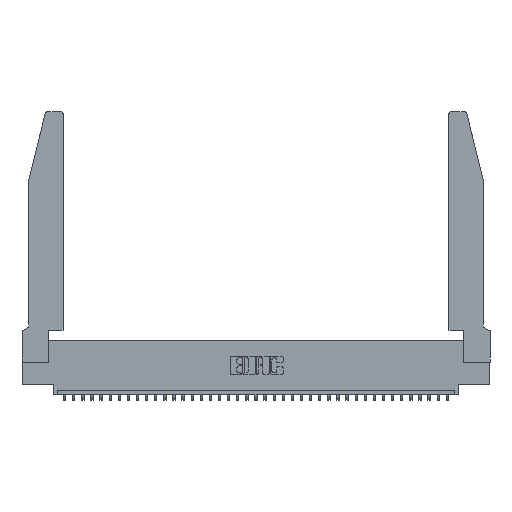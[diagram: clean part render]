
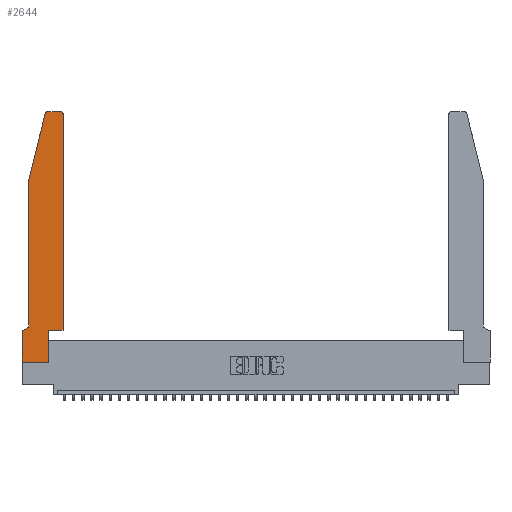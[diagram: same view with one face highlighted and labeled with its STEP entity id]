
A CAD part, top view. The second image highlights one B-rep face of the part: STEP entity #2644.
In plain terms, the highlighted planar face has unit normal (0, 0, 1).
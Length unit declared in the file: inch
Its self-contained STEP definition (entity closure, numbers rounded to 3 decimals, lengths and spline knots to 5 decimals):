
#19 = CARTESIAN_POINT ( 'NONE',  ( 0.0755, 0.42, 0.37 ) ) ;
#497 = CARTESIAN_POINT ( 'NONE',  ( 0.4505, 0.35, 0.37 ) ) ;
#592 = CARTESIAN_POINT ( 'NONE',  ( 0.4505, 0.35, 0.37 ) ) ;
#907 = VECTOR ( 'NONE', #20454, 39.37008 ) ;
#1886 = CARTESIAN_POINT ( 'NONE',  ( 0., 0.35, 0.37 ) ) ;
#2194 = VECTOR ( 'NONE', #22717, 39.37008 ) ;
#2428 = CARTESIAN_POINT ( 'NONE',  ( 0.284, 2.75, 0.37 ) ) ;
#2644 = ADVANCED_FACE ( 'NONE', ( #23318 ), #28381, .T. ) ;
#3370 = DIRECTION ( 'NONE',  ( -1., 0., 0. ) ) ;
#3598 = EDGE_CURVE ( 'NONE', #31310, #28750, #30106, .T. ) ;
#3940 = VECTOR ( 'NONE', #14602, 39.37008 ) ;
#4216 = AXIS2_PLACEMENT_3D ( 'NONE', #32605, #35520, #35775 ) ;
#5195 = VECTOR ( 'NONE', #26718, 39.37008 ) ;
#6456 = EDGE_CURVE ( 'NONE', #23475, #21074, #26672, .T. ) ;
#6506 = VERTEX_POINT ( 'NONE', #592 ) ;
#8435 = ORIENTED_EDGE ( 'NONE', *, *, #35836, .T. ) ;
#8437 = CARTESIAN_POINT ( 'NONE',  ( 0.284, 2.72, 0.37 ) ) ;
#8795 = ORIENTED_EDGE ( 'NONE', *, *, #25656, .T. ) ;
#8958 = VERTEX_POINT ( 'NONE', #23786 ) ;
#9383 = ORIENTED_EDGE ( 'NONE', *, *, #12670, .T. ) ;
#9616 = CARTESIAN_POINT ( 'NONE',  ( 0., 0., 0.37 ) ) ;
#10065 = VECTOR ( 'NONE', #23057, 39.37008 ) ;
#10298 = CIRCLE ( 'NONE', #35183, 0.07 ) ;
#10787 = CARTESIAN_POINT ( 'NONE',  ( 0.2605, 2.75, 0.37 ) ) ;
#11304 = DIRECTION ( 'NONE',  ( 0., 0., 1. ) ) ;
#11424 = LINE ( 'NONE', #29918, #16364 ) ;
#11864 = LINE ( 'NONE', #32669, #5195 ) ;
#12104 = ORIENTED_EDGE ( 'NONE', *, *, #22143, .T. ) ;
#12291 = ORIENTED_EDGE ( 'NONE', *, *, #20022, .T. ) ;
#12462 = DIRECTION ( 'NONE',  ( 0., -1., 0. ) ) ;
#12630 = DIRECTION ( 'NONE',  ( -1., 0., 0. ) ) ;
#12670 = EDGE_CURVE ( 'NONE', #8958, #29152, #15976, .T. ) ;
#13040 = CARTESIAN_POINT ( 'NONE',  ( 0.2865, 0.35, 0.37 ) ) ;
#13467 = ORIENTED_EDGE ( 'NONE', *, *, #24332, .T. ) ;
#14315 = VERTEX_POINT ( 'NONE', #13040 ) ;
#14602 = DIRECTION ( 'NONE',  ( 0., 1., 0. ) ) ;
#15737 = ORIENTED_EDGE ( 'NONE', *, *, #24532, .T. ) ;
#15806 = VECTOR ( 'NONE', #12462, 39.37008 ) ;
#15976 = LINE ( 'NONE', #32107, #34434 ) ;
#16364 = VECTOR ( 'NONE', #27344, 39.37008 ) ;
#17446 = EDGE_LOOP ( 'NONE', ( #23332, #34429, #12291, #15737, #33735, #9383, #8795, #13467, #8435, #35131, #12104, #18846 ) ) ;
#18731 = LINE ( 'NONE', #34893, #3940 ) ;
#18788 = LINE ( 'NONE', #34310, #2194 ) ;
#18846 = ORIENTED_EDGE ( 'NONE', *, *, #3598, .T. ) ;
#19563 = AXIS2_PLACEMENT_3D ( 'NONE', #31072, #28496, #31202 ) ;
#19938 = CARTESIAN_POINT ( 'NONE',  ( 0.4505, 2.72, 0.37 ) ) ;
#20022 = EDGE_CURVE ( 'NONE', #21074, #32981, #28698, .T. ) ;
#20454 = DIRECTION ( 'NONE',  ( -0.239, -0.971, 0. ) ) ;
#21074 = VERTEX_POINT ( 'NONE', #24875 ) ;
#21417 = DIRECTION ( 'NONE',  ( 0., 0., -1. ) ) ;
#21693 = LINE ( 'NONE', #497, #10065 ) ;
#22143 = EDGE_CURVE ( 'NONE', #6506, #31310, #18788, .T. ) ;
#22311 = DIRECTION ( 'NONE',  ( -1., 0., 0. ) ) ;
#22555 = LINE ( 'NONE', #9616, #15806 ) ;
#22717 = DIRECTION ( 'NONE',  ( 0., 1., 0. ) ) ;
#22831 = DIRECTION ( 'NONE',  ( 1., 0., 0. ) ) ;
#23057 = DIRECTION ( 'NONE',  ( 1., 0., 0. ) ) ;
#23318 = FACE_OUTER_BOUND ( 'NONE', #17446, .T. ) ;
#23332 = ORIENTED_EDGE ( 'NONE', *, *, #26853, .T. ) ;
#23475 = VERTEX_POINT ( 'NONE', #2428 ) ;
#23786 = CARTESIAN_POINT ( 'NONE',  ( 0.0055, 0.35, 0.37 ) ) ;
#24332 = EDGE_CURVE ( 'NONE', #25195, #26683, #11864, .T. ) ;
#24532 = EDGE_CURVE ( 'NONE', #32981, #30841, #11424, .T. ) ;
#24875 = CARTESIAN_POINT ( 'NONE',  ( 0.25487, 2.72718, 0.37 ) ) ;
#25084 = CARTESIAN_POINT ( 'NONE',  ( 0.4205, 2.75, 0.37 ) ) ;
#25195 = VERTEX_POINT ( 'NONE', #33912 ) ;
#25656 = EDGE_CURVE ( 'NONE', #29152, #25195, #22555, .T. ) ;
#26672 = CIRCLE ( 'NONE', #29205, 0.03 ) ;
#26683 = VERTEX_POINT ( 'NONE', #27318 ) ;
#26718 = DIRECTION ( 'NONE',  ( 1., 0., 0. ) ) ;
#26853 = EDGE_CURVE ( 'NONE', #28750, #23475, #37191, .T. ) ;
#27074 = CARTESIAN_POINT ( 'NONE',  ( 0.0055, 0.42, 0.37 ) ) ;
#27318 = CARTESIAN_POINT ( 'NONE',  ( 0.2865, 0., 0.37 ) ) ;
#27344 = DIRECTION ( 'NONE',  ( 0., -1., 0. ) ) ;
#27999 = VECTOR ( 'NONE', #22311, 39.37008 ) ;
#28381 = PLANE ( 'NONE',  #19563 ) ;
#28496 = DIRECTION ( 'NONE',  ( 0., 0., 1. ) ) ;
#28698 = LINE ( 'NONE', #32071, #907 ) ;
#28750 = VERTEX_POINT ( 'NONE', #25084 ) ;
#29152 = VERTEX_POINT ( 'NONE', #1886 ) ;
#29205 = AXIS2_PLACEMENT_3D ( 'NONE', #8437, #11304, #22831 ) ;
#29918 = CARTESIAN_POINT ( 'NONE',  ( 0.0755, 2., 0.37 ) ) ;
#30106 = CIRCLE ( 'NONE', #4216, 0.03 ) ;
#30841 = VERTEX_POINT ( 'NONE', #19 ) ;
#31072 = CARTESIAN_POINT ( 'NONE',  ( 0., 0.35, 0.37 ) ) ;
#31202 = DIRECTION ( 'NONE',  ( 1., 0., 0. ) ) ;
#31310 = VERTEX_POINT ( 'NONE', #19938 ) ;
#32071 = CARTESIAN_POINT ( 'NONE',  ( 0.0755, 2., 0.37 ) ) ;
#32107 = CARTESIAN_POINT ( 'NONE',  ( 0.0755, 0.35, 0.37 ) ) ;
#32605 = CARTESIAN_POINT ( 'NONE',  ( 0.4205, 2.72, 0.37 ) ) ;
#32669 = CARTESIAN_POINT ( 'NONE',  ( 0., 0., 0.37 ) ) ;
#32725 = EDGE_CURVE ( 'NONE', #14315, #6506, #21693, .T. ) ;
#32981 = VERTEX_POINT ( 'NONE', #36447 ) ;
#33735 = ORIENTED_EDGE ( 'NONE', *, *, #34769, .T. ) ;
#33912 = CARTESIAN_POINT ( 'NONE',  ( 0., 0., 0.37 ) ) ;
#34310 = CARTESIAN_POINT ( 'NONE',  ( 0.4505, 0.35, 0.37 ) ) ;
#34429 = ORIENTED_EDGE ( 'NONE', *, *, #6456, .T. ) ;
#34434 = VECTOR ( 'NONE', #3370, 39.37008 ) ;
#34769 = EDGE_CURVE ( 'NONE', #30841, #8958, #10298, .T. ) ;
#34893 = CARTESIAN_POINT ( 'NONE',  ( 0.2865, 0.35, 0.37 ) ) ;
#35131 = ORIENTED_EDGE ( 'NONE', *, *, #32725, .T. ) ;
#35183 = AXIS2_PLACEMENT_3D ( 'NONE', #27074, #21417, #12630 ) ;
#35520 = DIRECTION ( 'NONE',  ( 0., 0., 1. ) ) ;
#35775 = DIRECTION ( 'NONE',  ( 1., 0., 0. ) ) ;
#35836 = EDGE_CURVE ( 'NONE', #26683, #14315, #18731, .T. ) ;
#36447 = CARTESIAN_POINT ( 'NONE',  ( 0.0755, 2., 0.37 ) ) ;
#37191 = LINE ( 'NONE', #10787, #27999 ) ;
